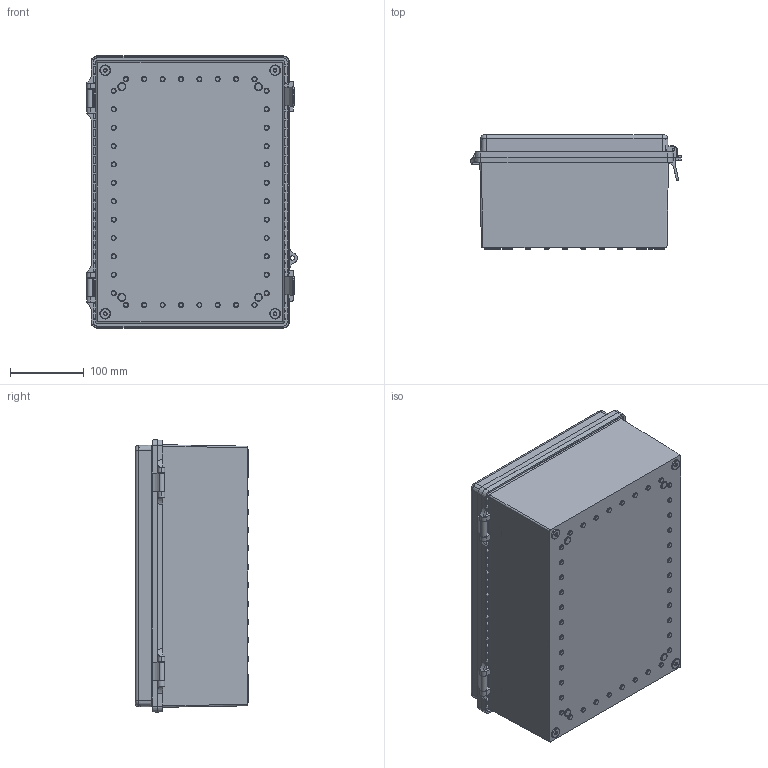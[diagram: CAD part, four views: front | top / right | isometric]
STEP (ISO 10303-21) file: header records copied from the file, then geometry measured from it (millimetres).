
FILE_DESCRIPTION (( 'STEP AP214' ), '1' );
FILE_NAME ('NBE141006_3D.step', '2025-10-23T15:24:17', ( '' ), ( '' ), 'SwSTEP 2.0', 'SolidWorks 2025', '' );
FILE_SCHEMA (( 'AUTOMOTIVE_DESIGN' ));
Length unit declared in the file: inch
Products named in the file (4): NBE141006_lid latch; NBE141006_box; NBE141006_lid; NBE141006_3D
Assembly tree (4 placements, depth 2):
  NBE141006_3D
    NBE141006_box
    NBE141006_lid
    NBE141006_lid latch  x2
Bounding box: 286.62 x 154.85 x 370.1 mm (x, y, z)
Volume: 1331657.7 mm3; surface area: 818644.2 mm2
Topology: 7 solids, 7 shells, 1789 faces, 4052 edges, 2413 vertices
Faces by surface type: cone 698, plane 610, cylinder 251, torus 226, bspline 4
Entity records: 49933 total; most frequent: CARTESIAN_POINT 9329, DIRECTION 9190, ORIENTED_EDGE 7958, EDGE_CURVE 3979, AXIS2_PLACEMENT_3D 3567, VERTEX_POINT 2367, LINE 2056, VECTOR 2056
